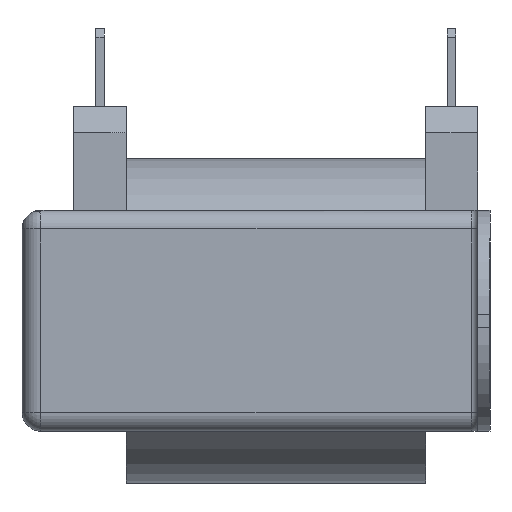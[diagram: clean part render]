
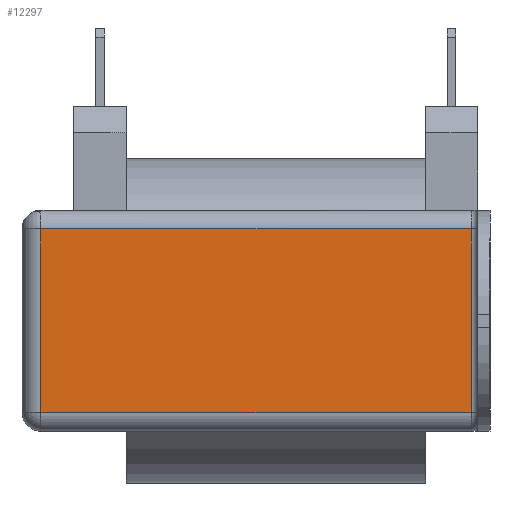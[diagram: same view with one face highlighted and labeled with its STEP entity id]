
A CAD part, left-side view. The second image highlights one B-rep face of the part: STEP entity #12297.
In plain terms, the highlighted planar face has unit normal (-1, 0, 0).
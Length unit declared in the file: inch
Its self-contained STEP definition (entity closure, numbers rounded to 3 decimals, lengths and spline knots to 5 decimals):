
#7863 = CARTESIAN_POINT ( 'NONE',  ( -1.345, 2.16, 0.44125 ) ) ;
#7864 = DIRECTION ( 'NONE',  ( 0., 1., 0. ) ) ;
#7865 = VECTOR ( 'NONE', #7864, 39.37008 ) ;
#7866 = CARTESIAN_POINT ( 'NONE',  ( -1.345, 2.25, 0.44125 ) ) ;
#7867 = LINE ( 'NONE', #7866, #7865 ) ;
#7868 = CARTESIAN_POINT ( 'NONE',  ( -1.345, 0.09, 0.44125 ) ) ;
#7869 = DIRECTION ( 'NONE',  ( 0., 0., 1. ) ) ;
#7870 = VECTOR ( 'NONE', #7869, 39.37008 ) ;
#7871 = CARTESIAN_POINT ( 'NONE',  ( -1.345, 0.09, 0.44125 ) ) ;
#7872 = LINE ( 'NONE', #7871, #7870 ) ;
#7873 = CARTESIAN_POINT ( 'NONE',  ( -1.345, 0.09, -0.44125 ) ) ;
#7874 = CARTESIAN_POINT ( 'NONE',  ( -1.345, 2.16, -0.44125 ) ) ;
#7875 = DIRECTION ( 'NONE',  ( 0., -1., 0. ) ) ;
#7876 = VECTOR ( 'NONE', #7875, 39.37008 ) ;
#7877 = CARTESIAN_POINT ( 'NONE',  ( -1.345, 0.06, -0.44125 ) ) ;
#7878 = LINE ( 'NONE', #7877, #7876 ) ;
#7879 = DIRECTION ( 'NONE',  ( 0., 0., -1. ) ) ;
#7880 = DIRECTION ( 'NONE',  ( 1., 0., 0. ) ) ;
#7881 = CARTESIAN_POINT ( 'NONE',  ( -1.345, 0.06, 0.53125 ) ) ;
#7882 = AXIS2_PLACEMENT_3D ( 'NONE', #7881, #7880, #7879 ) ;
#7883 = PLANE ( 'NONE',  #7882 ) ;
#7884 = FACE_OUTER_BOUND ( 'NONE', #12293, .T. ) ;
#7984 = DIRECTION ( 'NONE',  ( 0., 0., -1. ) ) ;
#7985 = VECTOR ( 'NONE', #7984, 39.37008 ) ;
#7986 = CARTESIAN_POINT ( 'NONE',  ( -1.345, 2.16, 0.53125 ) ) ;
#7990 = LINE ( 'NONE', #7986, #7985 ) ;
#12293 = EDGE_LOOP ( 'NONE', ( #12298, #12302, #12305, #12373 ) ) ;
#12297 = ADVANCED_FACE ( 'NONE', ( #7884 ), #7883, .F. ) ;
#12298 = ORIENTED_EDGE ( 'NONE', *, *, #12299, .T. ) ;
#12299 = EDGE_CURVE ( 'NONE', #12300, #12301, #7878, .T. ) ;
#12300 = VERTEX_POINT ( 'NONE', #7874 ) ;
#12301 = VERTEX_POINT ( 'NONE', #7873 ) ;
#12302 = ORIENTED_EDGE ( 'NONE', *, *, #12303, .T. ) ;
#12303 = EDGE_CURVE ( 'NONE', #12301, #12304, #7872, .T. ) ;
#12304 = VERTEX_POINT ( 'NONE', #7868 ) ;
#12305 = ORIENTED_EDGE ( 'NONE', *, *, #12306, .T. ) ;
#12306 = EDGE_CURVE ( 'NONE', #12304, #12307, #7867, .T. ) ;
#12307 = VERTEX_POINT ( 'NONE', #7863 ) ;
#12373 = ORIENTED_EDGE ( 'NONE', *, *, #12374, .T. ) ;
#12374 = EDGE_CURVE ( 'NONE', #12307, #12300, #7990, .T. ) ;
